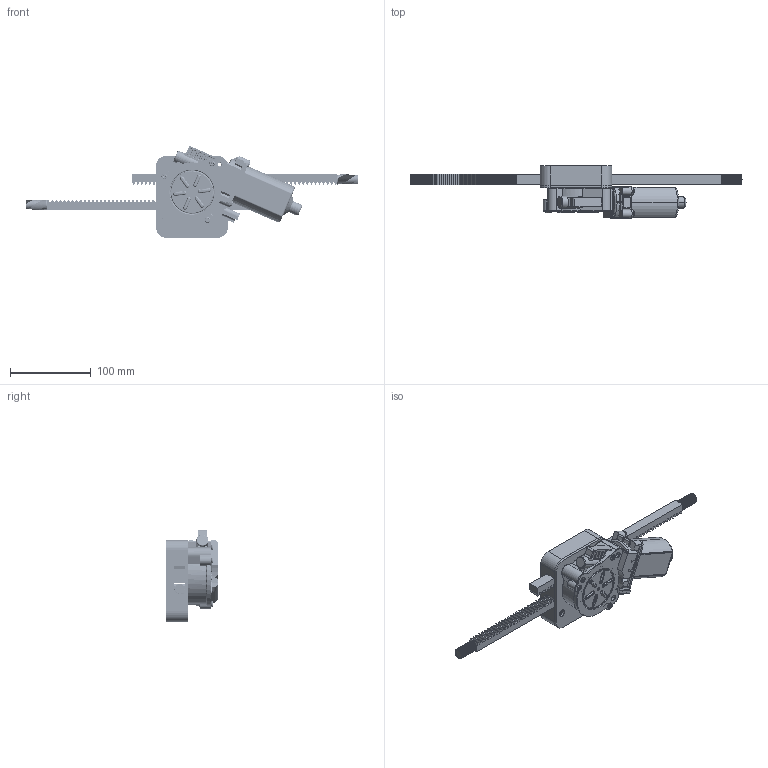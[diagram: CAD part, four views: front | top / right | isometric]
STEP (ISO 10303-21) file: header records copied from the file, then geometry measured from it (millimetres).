
FILE_DESCRIPTION (( 'STEP AP203' ), '1' );
FILE_NAME ('A724 Assembly STEP.STEP', '2023-06-05T20:36:17', ( '' ), ( '' ), 'SwSTEP 2.0', 'SolidWorks 2021', '' );
FILE_SCHEMA (( 'CONFIG_CONTROL_DESIGN' ));
Length unit declared in the file: millimetre
Products named in the file (14): A724 Assembly STEP; 414-2040.stp; Threaded Rail; 414-2022.stp; A724 LID; 214-1001; 214-1001.stp; 429-1012.stp; 413-1005 RH.stp; Can 214.stp; 414-2024.stp; 414-2038.stp; A724; 420-1043.stp
Assembly tree (23 placements, depth 4):
  A724 Assembly STEP
    A724
    A724 LID
    Threaded Rail  x2
    214-1001
      214-1001.stp
        429-1012.stp
        Can 214.stp
        414-2040.stp  x7
        420-1043.stp
        414-2024.stp
        414-2022.stp  x2
        414-2038.stp  x3
        413-1005 RH.stp
Bounding box: 410.94 x 64.51 x 113.25 mm (x, y, z)
Volume: 405513.2 mm3; surface area: 170692.6 mm2
Topology: 21 solids, 21 shells, 3169 faces, 8527 edges, 5300 vertices
Faces by surface type: cylinder 1636, plane 940, bspline 218, torus 186, sphere 154, cone 35
Entity records: 113722 total; most frequent: CARTESIAN_POINT 61444, ORIENTED_EDGE 11390, DIRECTION 9832, EDGE_CURVE 5695, AXIS2_PLACEMENT_3D 3642, VERTEX_POINT 3637, LINE 2548, VECTOR 2548
